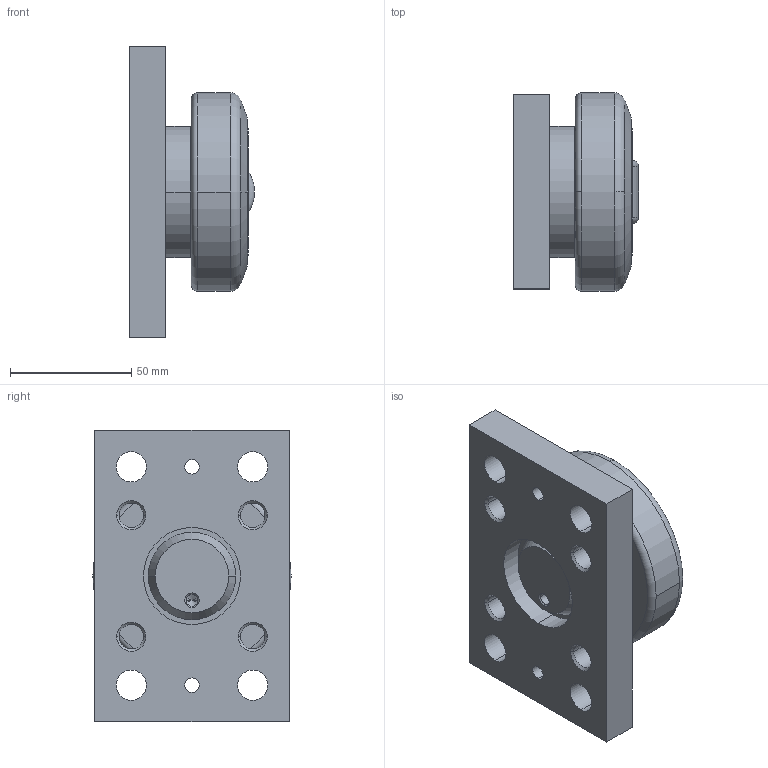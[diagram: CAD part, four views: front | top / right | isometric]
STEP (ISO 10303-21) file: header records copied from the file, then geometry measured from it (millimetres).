
FILE_DESCRIPTION(('STEP AP214'),'1');
FILE_NAME('PR_4_056_AP_2.stp','2016-05-28T11:24:28',('TraceParts'),('TraceParts S.A.'),'Spatial InterOp 3D',' ',' ');
FILE_SCHEMA(('automotive_design'));
Length unit declared in the file: millimetre
Products named in the file (1): 1
Bounding box: 51.5 x 81.71 x 120 mm (x, y, z)
Volume: 264866.3 mm3; surface area: 42887.9 mm2
Topology: 1 solids, 1 shells, 92 faces, 223 edges, 141 vertices
Faces by surface type: cylinder 40, cone 26, plane 20, torus 6
Entity records: 2924 total; most frequent: CARTESIAN_POINT 615, DIRECTION 527, ORIENTED_EDGE 442, EDGE_CURVE 221, AXIS2_PLACEMENT_3D 217, VERTEX_POINT 141, CIRCLE 124, EDGE_LOOP 122
